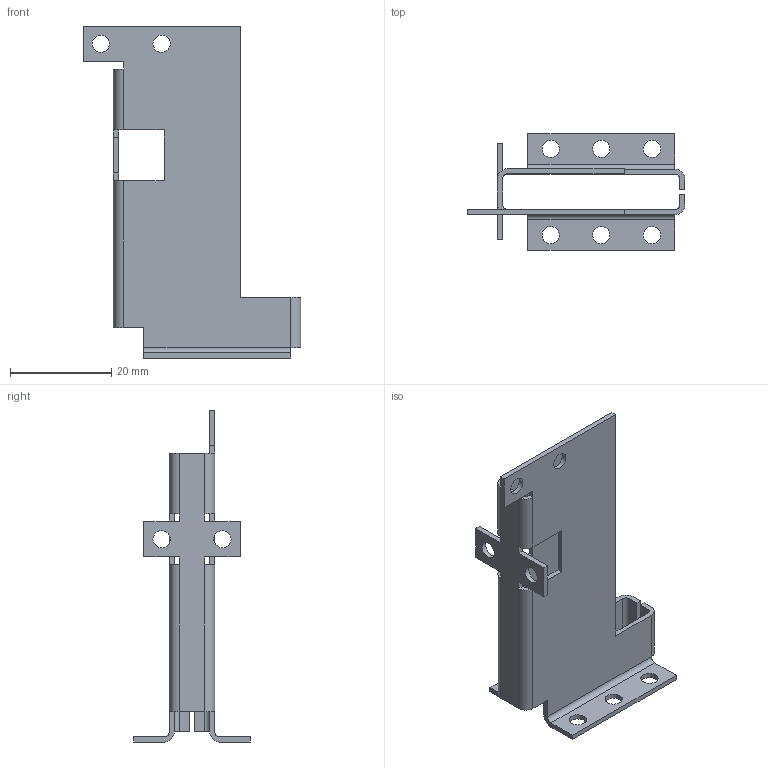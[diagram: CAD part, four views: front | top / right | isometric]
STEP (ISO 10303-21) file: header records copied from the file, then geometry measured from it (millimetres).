
FILE_DESCRIPTION(('CATIA V5 STEP Exchange'),'2;1');
FILE_NAME('HPPM_OS_Cablerun.stp','2017-11-23T00:01:56+00:00',('none'),('none'),'Version 5-6 Release 2012','CATIA V5 STEP AP203','none');
FILE_SCHEMA(('CONFIG_CONTROL_DESIGN'));
Length unit declared in the file: millimetre
Products named in the file (1): HPPM_OS_Cablerun
Bounding box: 43 x 23 x 65.5 mm (x, y, z)
Volume: 3816.7 mm3; surface area: 8202.9 mm2
Topology: 1 solids, 1 shells, 86 faces, 246 edges, 158 vertices
Faces by surface type: plane 50, cylinder 36
Entity records: 2666 total; most frequent: ORIENTED_EDGE 492, CARTESIAN_POINT 461, DIRECTION 358, EDGE_CURVE 246, VECTOR 174, LINE 174, VERTEX_POINT 158, AXIS2_PLACEMENT_3D 129
